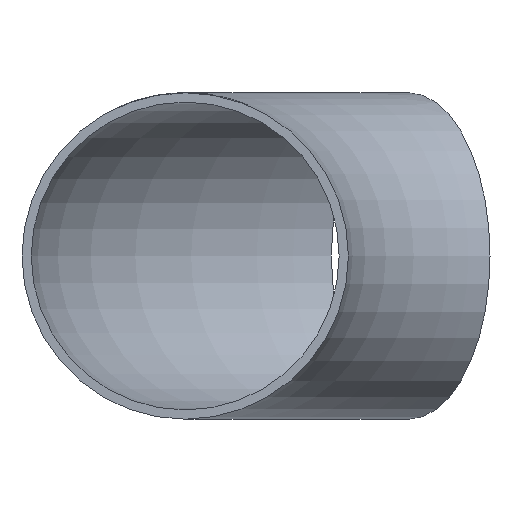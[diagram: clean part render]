
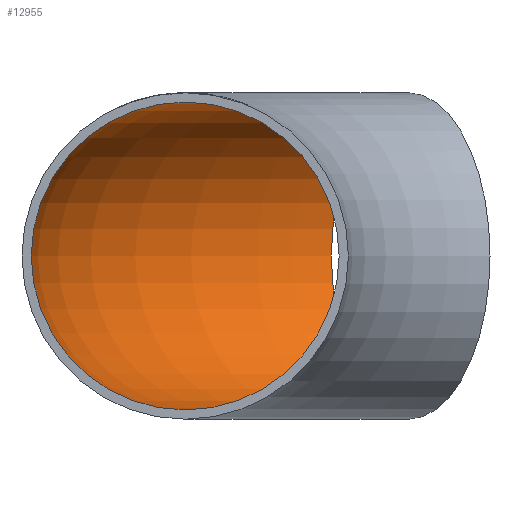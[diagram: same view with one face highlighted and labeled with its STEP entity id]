
A CAD part, front view. The second image highlights one B-rep face of the part: STEP entity #12955.
In plain terms, the highlighted toroidal (fillet/blend) face has major radius 72.5 mm and minor radius 25 mm.
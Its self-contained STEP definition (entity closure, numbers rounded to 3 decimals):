
#431 = DIRECTION ( 'NONE',  ( 0., 0., 1. ) ) ;
#887 = CARTESIAN_POINT ( 'NONE',  ( -72.5, 0., 25. ) ) ;
#1539 = DIRECTION ( 'NONE',  ( 0., 0., -1. ) ) ;
#1734 = FACE_OUTER_BOUND ( 'NONE', #14123, .T. ) ;
#3207 = EDGE_CURVE ( 'NONE', #12813, #12813, #13925, .T. ) ;
#3596 = CARTESIAN_POINT ( 'NONE',  ( -48.75, 84.437, 0. ) ) ;
#4062 = ORIENTED_EDGE ( 'NONE', *, *, #5376, .F. ) ;
#4450 = DIRECTION ( 'NONE',  ( 0., 1., 0. ) ) ;
#5034 = CIRCLE ( 'NONE', #9350, 25. ) ;
#5376 = EDGE_CURVE ( 'NONE', #15706, #15706, #5034, .T. ) ;
#5951 = CARTESIAN_POINT ( 'NONE',  ( -36.25, 62.787, 0. ) ) ;
#6289 = CARTESIAN_POINT ( 'NONE',  ( 0., 0., 0. ) ) ;
#9053 = DIRECTION ( 'NONE',  ( -0.5, 0.866, 0. ) ) ;
#9350 = AXIS2_PLACEMENT_3D ( 'NONE', #10177, #4450, #431 ) ;
#9527 = EDGE_LOOP ( 'NONE', ( #4062 ) ) ;
#10177 = CARTESIAN_POINT ( 'NONE',  ( -72.5, 0., 0. ) ) ;
#10763 = ORIENTED_EDGE ( 'NONE', *, *, #3207, .T. ) ;
#11866 = DIRECTION ( 'NONE',  ( 0.866, 0.5, 0. ) ) ;
#12194 = DIRECTION ( 'NONE',  ( -1., 0., 0. ) ) ;
#12813 = VERTEX_POINT ( 'NONE', #3596 ) ;
#12911 = AXIS2_PLACEMENT_3D ( 'NONE', #6289, #1539, #12194 ) ;
#12955 = ADVANCED_FACE ( 'NONE', ( #1734, #13296 ), #13539, .F. ) ;
#13296 = FACE_OUTER_BOUND ( 'NONE', #9527, .T. ) ;
#13539 = TOROIDAL_SURFACE ( 'NONE', #12911, 72.5, 25. ) ;
#13925 = CIRCLE ( 'NONE', #15847, 25. ) ;
#14123 = EDGE_LOOP ( 'NONE', ( #10763 ) ) ;
#15706 = VERTEX_POINT ( 'NONE', #887 ) ;
#15847 = AXIS2_PLACEMENT_3D ( 'NONE', #5951, #11866, #9053 ) ;
